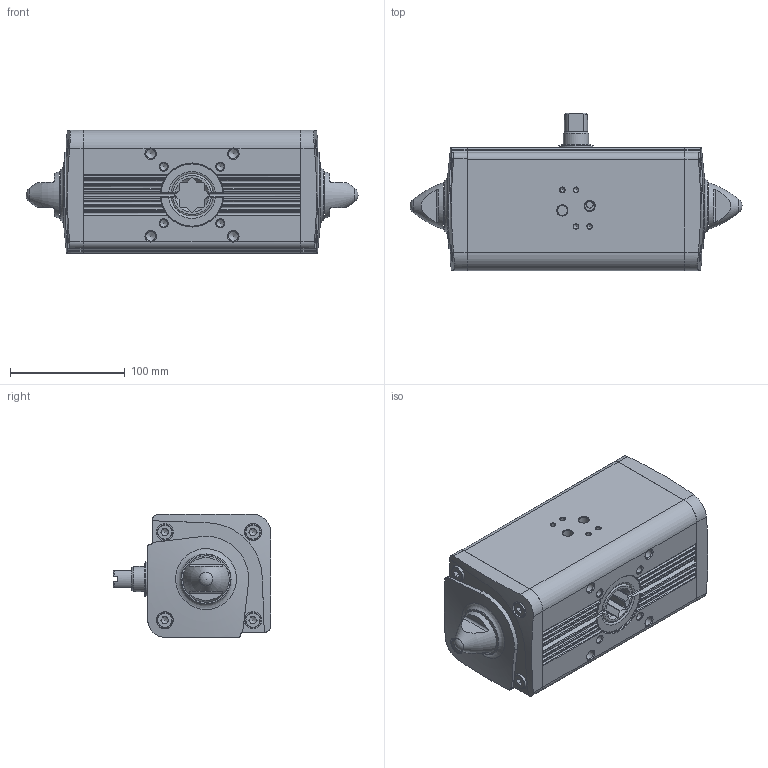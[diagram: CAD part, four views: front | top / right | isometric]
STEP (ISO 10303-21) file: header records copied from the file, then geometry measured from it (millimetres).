
FILE_DESCRIPTION(/* description */ ('Unknown'),/* implementation_level */ '2;1');
FILE_NAME(/* name */ 'DA09',/* time_stamp */ '2022-08-11T12:58:15+02:00',/* author */ ('Unknown'),/* organization */ ('Unknown'),/* preprocessor_version */ 'ST-DEVELOPER v16.7',/* originating_system */ 'Solid Edge',/* authorisation */ 'Unknown');
FILE_SCHEMA (('AUTOMOTIVE_DESIGN {1 0 10303 214 3 1 1}'));
Length unit declared in the file: millimetre
Products named in the file (2): DA_120; _DAN0180411S_new
Assembly tree (1 placements, depth 2):
  DA_120
    _DAN0180411S_new
Bounding box: 289.9 x 137.5 x 107.74 mm (x, y, z)
Volume: 2472712.8 mm3; surface area: 162679.4 mm2
Topology: 1 solids, 1 shells, 496 faces, 1298 edges, 832 vertices
Faces by surface type: plane 241, cylinder 134, cone 72, torus 47, sphere 2
Full cylindrical faces by diameter (mm): 2 x2, 4.134 x8, 4.917 x1, 6 x1, 6.647 x4, 8.376 x4, 8.566 x2, 13 x8, 22 x1, 30 x1, 31 x1, 83.09 x2
Entity records: 18132 total; most frequent: CARTESIAN_POINT 3191, DIRECTION 2344, ORIENTED_EDGE 2248, EDGE_CURVE 1124, AXIS2_PLACEMENT_3D 899, VERTEX_POINT 803, FACE_BOUND 673, EDGE_LOOP 648
